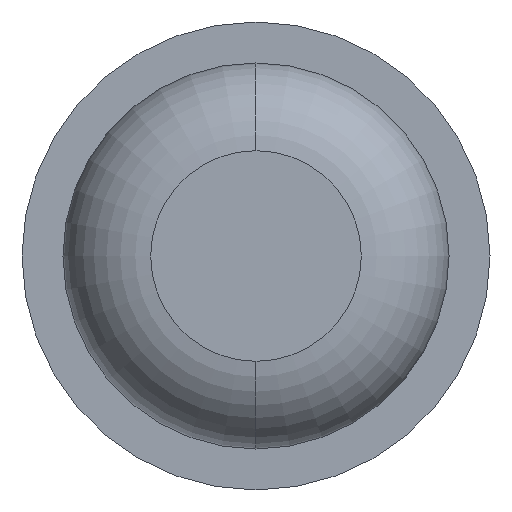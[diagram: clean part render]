
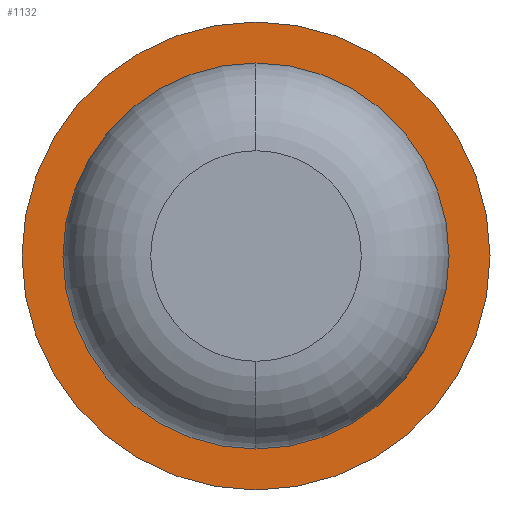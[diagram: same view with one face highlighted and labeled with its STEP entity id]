
A CAD part, front view. The second image highlights one B-rep face of the part: STEP entity #1132.
In plain terms, the highlighted planar face has unit normal (0, -1, 0).
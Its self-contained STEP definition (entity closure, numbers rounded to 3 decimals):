
#8 = DIRECTION ( 'NONE',  ( -1., 0., 0. ) ) ;
#50 = EDGE_CURVE ( 'Defeature ausgef�hrt1_1+Defeature ausgef�hrt1_2+Defeature ausgef�hrt1_2+Defeature ausgef�hrt1_2', #1197, #1891, #827, .T. ) ;
#53 = AXIS2_PLACEMENT_3D ( 'NONE', #2416, #1873, #1087 ) ;
#64 = FACE_OUTER_BOUND ( 'NONE', #384, .T. ) ;
#107 = DIRECTION ( 'NONE',  ( -1., 0., 0. ) ) ;
#384 = EDGE_LOOP ( 'NONE', ( #1458, #856 ) ) ;
#414 = AXIS2_PLACEMENT_3D ( 'NONE', #2311, #2006, #1461 ) ;
#707 = FACE_BOUND ( 'NONE', #3110, .T. ) ;
#751 = EDGE_CURVE ( 'Defeature ausgef�hrt1_2+Defeature ausgef�hrt1_4+Defeature ausgef�hrt1_4+Defeature ausgef�hrt1_4', #2714, #2143, #2562, .T. ) ;
#827 = CIRCLE ( 'NONE', #414, 1. ) ;
#856 = ORIENTED_EDGE ( 'NONE', *, *, #50, .F. ) ;
#1087 = DIRECTION ( 'NONE',  ( -1., 0., 0. ) ) ;
#1132 = ADVANCED_FACE ( 'Defeature ausgef�hrt1_2', ( #64, #707 ), #2718, .F. ) ;
#1179 = CIRCLE ( 'NONE', #3099, 0.825 ) ;
#1197 = VERTEX_POINT ( 'NONE', #1592 ) ;
#1350 = CARTESIAN_POINT ( 'NONE',  ( 0., -3., 0. ) ) ;
#1389 = DIRECTION ( 'NONE',  ( 0., 1., 0. ) ) ;
#1436 = DIRECTION ( 'NONE',  ( 0., 1., 0. ) ) ;
#1449 = CARTESIAN_POINT ( 'NONE',  ( 0., -3., -0.825 ) ) ;
#1458 = ORIENTED_EDGE ( 'NONE', *, *, #2411, .F. ) ;
#1461 = DIRECTION ( 'NONE',  ( -1., 0., 0. ) ) ;
#1469 = AXIS2_PLACEMENT_3D ( 'NONE', #1740, #1436, #107 ) ;
#1488 = EDGE_CURVE ( 'Defeature ausgef�hrt1_2+Defeature ausgef�hrt1_4+Defeature ausgef�hrt1_4+Defeature ausgef�hrt1_4', #2143, #2714, #1179, .T. ) ;
#1592 = CARTESIAN_POINT ( 'NONE',  ( 1., -3., 0. ) ) ;
#1700 = CARTESIAN_POINT ( 'NONE',  ( -1., -3., 0. ) ) ;
#1740 = CARTESIAN_POINT ( 'NONE',  ( 0., -3., 0. ) ) ;
#1862 = CARTESIAN_POINT ( 'NONE',  ( 0., -3., 0.825 ) ) ;
#1873 = DIRECTION ( 'NONE',  ( 0., 1., 0. ) ) ;
#1891 = VERTEX_POINT ( 'NONE', #1700 ) ;
#2006 = DIRECTION ( 'NONE',  ( 0., 1., 0. ) ) ;
#2143 = VERTEX_POINT ( 'NONE', #1862 ) ;
#2311 = CARTESIAN_POINT ( 'NONE',  ( 0., -3., 0. ) ) ;
#2385 = ORIENTED_EDGE ( 'NONE', *, *, #1488, .T. ) ;
#2411 = EDGE_CURVE ( 'Defeature ausgef�hrt1_1+Defeature ausgef�hrt1_2+Defeature ausgef�hrt1_2+Defeature ausgef�hrt1_2', #1891, #1197, #3210, .T. ) ;
#2416 = CARTESIAN_POINT ( 'NONE',  ( 0.825, -3., 0. ) ) ;
#2562 = CIRCLE ( 'NONE', #2957, 0.825 ) ;
#2699 = ORIENTED_EDGE ( 'NONE', *, *, #751, .T. ) ;
#2714 = VERTEX_POINT ( 'NONE', #1449 ) ;
#2718 = PLANE ( 'NONE',  #53 ) ;
#2758 = DIRECTION ( 'NONE',  ( 0., 1., 0. ) ) ;
#2957 = AXIS2_PLACEMENT_3D ( 'NONE', #1350, #2758, #8 ) ;
#3099 = AXIS2_PLACEMENT_3D ( 'NONE', #3155, #1389, #3113 ) ;
#3110 = EDGE_LOOP ( 'NONE', ( #2385, #2699 ) ) ;
#3113 = DIRECTION ( 'NONE',  ( -1., 0., 0. ) ) ;
#3155 = CARTESIAN_POINT ( 'NONE',  ( 0., -3., 0. ) ) ;
#3210 = CIRCLE ( 'NONE', #1469, 1. ) ;
